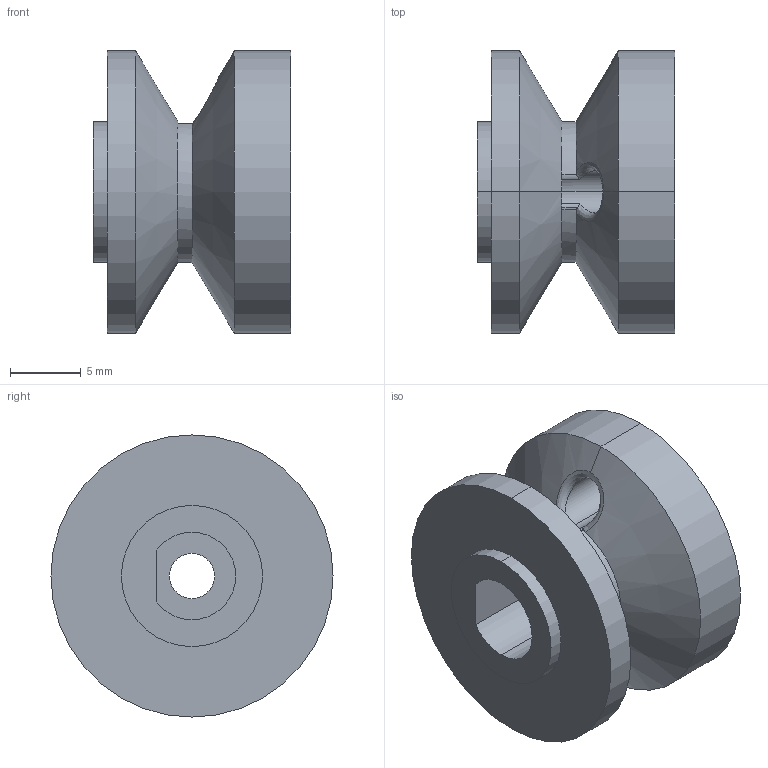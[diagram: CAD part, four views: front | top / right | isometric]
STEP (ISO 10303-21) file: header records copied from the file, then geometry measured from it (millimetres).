
FILE_DESCRIPTION (( 'STEP AP214' ), '1' );
FILE_NAME ('Motor_Pulley_Main_Case.STEP', '2025-09-14T17:40:36', ( '' ), ( '' ), 'SwSTEP 2.0', 'SolidWorks 2025', '' );
FILE_SCHEMA (( 'AUTOMOTIVE_DESIGN' ));
Length unit declared in the file: millimetre
Products named in the file (1): Motor_Pulley_Main_Case
Bounding box: 14 x 20 x 20 mm (x, y, z)
Volume: 2732.5 mm3; surface area: 1895.4 mm2
Topology: 1 solids, 1 shells, 29 faces, 70 edges, 44 vertices
Faces by surface type: cylinder 18, plane 6, cone 4, bspline 1
Entity records: 1062 total; most frequent: CARTESIAN_POINT 342, DIRECTION 154, ORIENTED_EDGE 140, EDGE_CURVE 70, AXIS2_PLACEMENT_3D 64, VERTEX_POINT 44, CIRCLE 35, EDGE_LOOP 34
